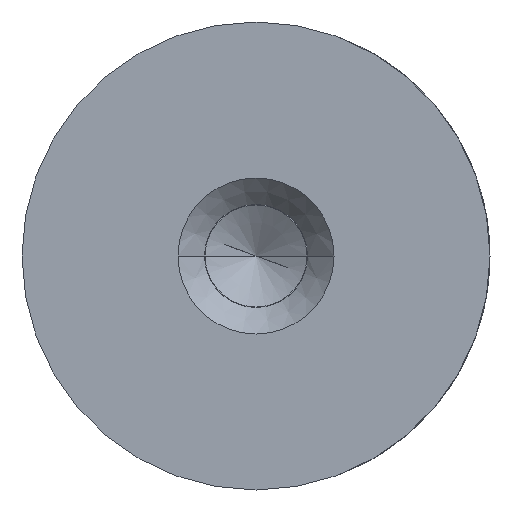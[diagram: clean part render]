
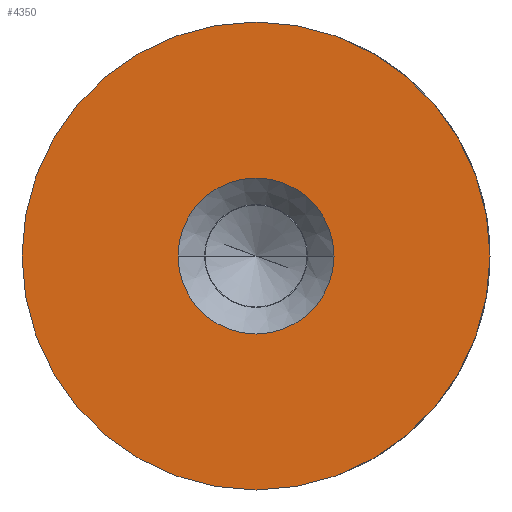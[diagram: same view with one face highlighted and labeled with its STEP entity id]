
A CAD part, front view. The second image highlights one B-rep face of the part: STEP entity #4350.
In plain terms, the highlighted planar face has unit normal (0, -1, 0).
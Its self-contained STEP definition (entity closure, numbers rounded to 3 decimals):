
#310=CARTESIAN_POINT('',(7.5,0.,0.));
#320=VERTEX_POINT('',#310);
#3960=CARTESIAN_POINT('',(-7.5,0.,0.));
#3970=VERTEX_POINT('',#3960);
#4000=CARTESIAN_POINT('',(0.,0.,0.));
#4010=DIRECTION('',(0.,1.,0.));
#4020=DIRECTION('',(-1.,0.,0.));
#4030=AXIS2_PLACEMENT_3D('',#4000,#4010,#4020);
#4040=CIRCLE('',#4030,7.5);
#4050=EDGE_CURVE('',#320,#3970,#4040,.T.);
#4100=CARTESIAN_POINT('',(-3.75,0.,0.));
#4110=DIRECTION('',(0.,1.,0.));
#4120=DIRECTION('',(1.,-0.,0.));
#4130=AXIS2_PLACEMENT_3D('',#4100,#4110,#4120);
#4140=PLANE('',#4130);
#4150=CARTESIAN_POINT('',(0.,0.,0.));
#4160=DIRECTION('',(0.,-1.,0.));
#4170=DIRECTION('',(-1.,-0.,0.));
#4180=AXIS2_PLACEMENT_3D('',#4150,#4160,#4170);
#4190=CIRCLE('',#4180,2.5);
#4200=CARTESIAN_POINT('',(2.5,0.,0.));
#4210=VERTEX_POINT('',#4200);
#4220=CARTESIAN_POINT('',(-2.5,0.,0.));
#4230=VERTEX_POINT('',#4220);
#4240=EDGE_CURVE('',#4210,#4230,#4190,.T.);
#4250=ORIENTED_EDGE('',*,*,#4240,.F.);
#4260=EDGE_CURVE('',#4230,#4210,#4190,.T.);
#4270=ORIENTED_EDGE('',*,*,#4260,.F.);
#4280=EDGE_LOOP('',(#4270,#4250));
#4290=FACE_BOUND('',#4280,.T.);
#4300=EDGE_CURVE('',#3970,#320,#4040,.T.);
#4310=ORIENTED_EDGE('',*,*,#4300,.F.);
#4320=ORIENTED_EDGE('',*,*,#4050,.F.);
#4330=EDGE_LOOP('',(#4320,#4310));
#4340=FACE_OUTER_BOUND('',#4330,.T.);
#4350=ADVANCED_FACE('',(#4290,#4340),#4140,.F.);
